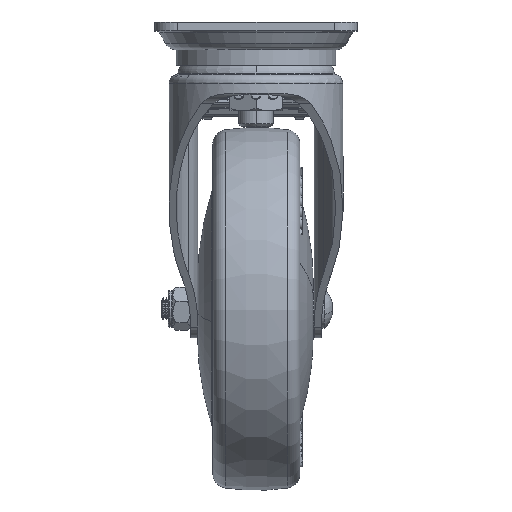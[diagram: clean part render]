
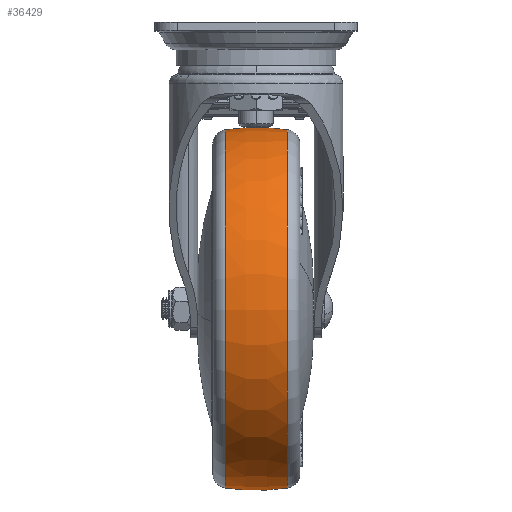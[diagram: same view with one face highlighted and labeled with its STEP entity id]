
A CAD part, top view. The second image highlights one B-rep face of the part: STEP entity #36429.
In plain terms, the highlighted toroidal (fillet/blend) face has major radius 13.25 mm and minor radius 75.75 mm.
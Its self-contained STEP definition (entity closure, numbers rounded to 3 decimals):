
#2269 = DIRECTION ( 'NONE',  ( 1., 0., 0. ) ) ;
#3474 = CIRCLE ( 'NONE', #20472, 75.75 ) ;
#7801 = VERTEX_POINT ( 'NONE', #32567 ) ;
#8999 = DIRECTION ( 'NONE',  ( 0., 1., 0.006 ) ) ;
#10466 = DIRECTION ( 'NONE',  ( -1., 0., 0. ) ) ;
#11745 = CIRCLE ( 'NONE', #30576, 61.74 ) ;
#12625 = FACE_OUTER_BOUND ( 'NONE', #32377, .T. ) ;
#14600 = DIRECTION ( 'NONE',  ( 0., 0.006, -1. ) ) ;
#16251 = CARTESIAN_POINT ( 'NONE',  ( -30.577, -34.506, -6.887 ) ) ;
#17519 = ORIENTED_EDGE ( 'NONE', *, *, #50060, .T. ) ;
#20472 = AXIS2_PLACEMENT_3D ( 'NONE', #42273, #36917, #60863 ) ;
#21139 = CARTESIAN_POINT ( 'NONE',  ( -19.871, -34.506, -6.887 ) ) ;
#25981 = TOROIDAL_SURFACE ( 'NONE', #29674, -13.25, 75.75 ) ;
#27495 = DIRECTION ( 'NONE',  ( 1., 0., 0. ) ) ;
#29674 = AXIS2_PLACEMENT_3D ( 'NONE', #21139, #27495, #45606 ) ;
#30576 = AXIS2_PLACEMENT_3D ( 'NONE', #71638, #10466, #59419 ) ;
#32377 = EDGE_LOOP ( 'NONE', ( #17519, #53111, #68628, #71377 ) ) ;
#32567 = CARTESIAN_POINT ( 'NONE',  ( -30.577, -96.245, -7.235 ) ) ;
#34066 = CARTESIAN_POINT ( 'NONE',  ( -9.164, 27.232, -6.539 ) ) ;
#36155 = CIRCLE ( 'NONE', #55137, 61.74 ) ;
#36429 = ADVANCED_FACE ( 'NONE', ( #12625 ), #25981, .T. ) ;
#36755 = CARTESIAN_POINT ( 'NONE',  ( -30.577, 27.232, -6.539 ) ) ;
#36917 = DIRECTION ( 'NONE',  ( 0., -0.006, 1. ) ) ;
#42273 = CARTESIAN_POINT ( 'NONE',  ( -19.871, -21.256, -6.812 ) ) ;
#42438 = VERTEX_POINT ( 'NONE', #36755 ) ;
#45606 = DIRECTION ( 'NONE',  ( 0., 1., 0.006 ) ) ;
#45649 = DIRECTION ( 'NONE',  ( 0., 1., 0.006 ) ) ;
#47747 = EDGE_CURVE ( 'NONE', #58338, #67788, #11745, .T. ) ;
#50060 = EDGE_CURVE ( 'NONE', #42438, #7801, #36155, .T. ) ;
#53111 = ORIENTED_EDGE ( 'NONE', *, *, #57026, .T. ) ;
#55137 = AXIS2_PLACEMENT_3D ( 'NONE', #16251, #2269, #45649 ) ;
#55901 = CIRCLE ( 'NONE', #61683, 75.75 ) ;
#56447 = EDGE_CURVE ( 'NONE', #42438, #67788, #55901, .T. ) ;
#57026 = EDGE_CURVE ( 'NONE', #7801, #58338, #3474, .T. ) ;
#58338 = VERTEX_POINT ( 'NONE', #68278 ) ;
#59419 = DIRECTION ( 'NONE',  ( 0., -1., -0.006 ) ) ;
#60863 = DIRECTION ( 'NONE',  ( 0., -1., -0.006 ) ) ;
#61683 = AXIS2_PLACEMENT_3D ( 'NONE', #63004, #14600, #8999 ) ;
#63004 = CARTESIAN_POINT ( 'NONE',  ( -19.871, -47.756, -6.962 ) ) ;
#67788 = VERTEX_POINT ( 'NONE', #34066 ) ;
#68278 = CARTESIAN_POINT ( 'NONE',  ( -9.164, -96.245, -7.235 ) ) ;
#68628 = ORIENTED_EDGE ( 'NONE', *, *, #47747, .T. ) ;
#71377 = ORIENTED_EDGE ( 'NONE', *, *, #56447, .F. ) ;
#71638 = CARTESIAN_POINT ( 'NONE',  ( -9.164, -34.506, -6.887 ) ) ;
